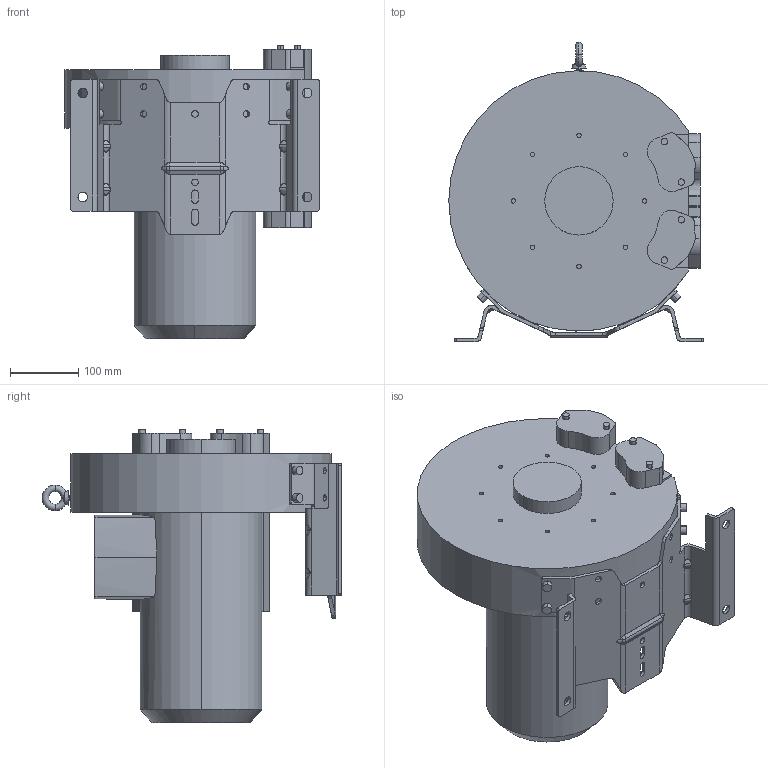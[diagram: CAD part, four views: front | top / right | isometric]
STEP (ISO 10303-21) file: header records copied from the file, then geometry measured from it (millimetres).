
FILE_DESCRIPTION (( 'STEP AP203' ), '1' );
FILE_NAME ('4RB510-0AQ26-1.STEP', '2025-05-15T01:32:06', ( '' ), ( '' ), 'SwSTEP 2.0', 'SolidWorks 2025', '' );
FILE_SCHEMA (( 'CONFIG_CONTROL_DESIGN' ));
Length unit declared in the file: millimetre
Products named in the file (1): 4RB510-0AQ26-1
Bounding box: 371.7 x 437.84 x 429.21 mm (x, y, z)
Volume: 20187523.6 mm3; surface area: 813069 mm2
Topology: 1 solids, 1 shells, 502 faces, 1281 edges, 816 vertices
Faces by surface type: cylinder 243, plane 160, bspline 78, torus 10, cone 7, sphere 4
Entity records: 23595 total; most frequent: CARTESIAN_POINT 12255, ORIENTED_EDGE 2562, DIRECTION 2035, EDGE_CURVE 1281, VERTEX_POINT 816, AXIS2_PLACEMENT_3D 779, EDGE_LOOP 565, FACE_OUTER_BOUND 502
